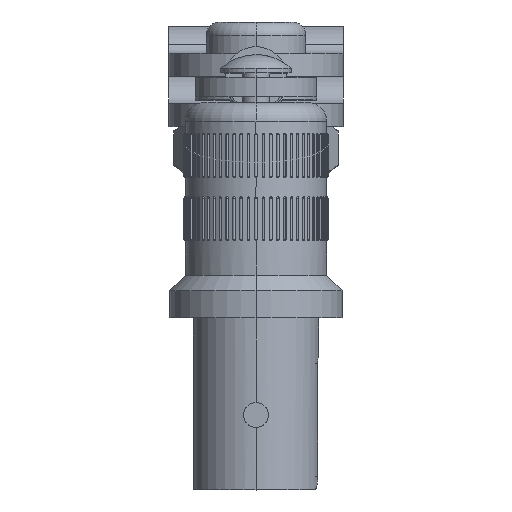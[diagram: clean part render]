
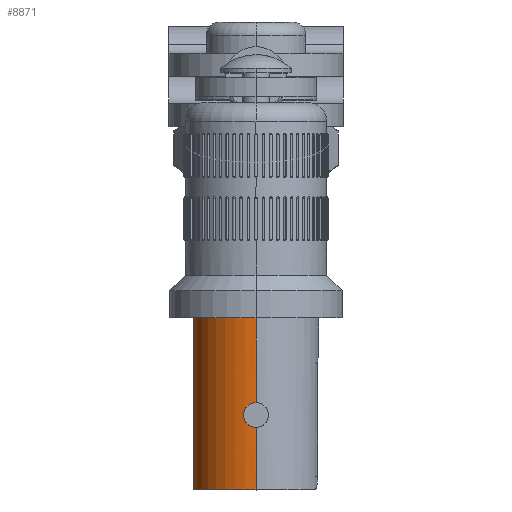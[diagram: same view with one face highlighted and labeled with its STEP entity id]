
A CAD part, top view. The second image highlights one B-rep face of the part: STEP entity #8871.
In plain terms, the highlighted cylindrical face has radius 3.48 mm (diameter 6.96 mm), a partial arc.
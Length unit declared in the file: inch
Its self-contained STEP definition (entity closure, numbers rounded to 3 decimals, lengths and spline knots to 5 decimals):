
#107 = CARTESIAN_POINT ( 'NONE',  ( -0.00706, -0.2685, -0.137 ) ) ;
#108 = CARTESIAN_POINT ( 'NONE',  ( 0., -0.2685, -0.137 ) ) ;
#125 = CARTESIAN_POINT ( 'NONE',  ( -0.01408, -0.26561, -0.13637 ) ) ;
#126 = CARTESIAN_POINT ( 'NONE',  ( -0.02161, -0.25808, -0.13531 ) ) ;
#127 = CARTESIAN_POINT ( 'NONE',  ( -0.02359, -0.2551, -0.13496 ) ) ;
#128 = CARTESIAN_POINT ( 'NONE',  ( -0.02629, -0.24858, -0.13446 ) ) ;
#129 = CARTESIAN_POINT ( 'NONE',  ( -0.027, -0.24503, -0.13431 ) ) ;
#130 = CARTESIAN_POINT ( 'NONE',  ( -0.027, -0.2415, -0.13431 ) ) ;
#236 = CARTESIAN_POINT ( 'NONE',  ( -0.027, -0.24863, 0.13431 ) ) ;
#286 = CARTESIAN_POINT ( 'NONE',  ( -0.027, -0.2415, 0.13431 ) ) ;
#288 = CARTESIAN_POINT ( 'NONE',  ( -0.02406, -0.25562, 0.13496 ) ) ;
#289 = CARTESIAN_POINT ( 'NONE',  ( -0.01414, -0.26555, 0.13636 ) ) ;
#290 = CARTESIAN_POINT ( 'NONE',  ( -0.00715, -0.2685, 0.137 ) ) ;
#291 = CARTESIAN_POINT ( 'NONE',  ( 0., -0.2685, 0.137 ) ) ;
#310 = CARTESIAN_POINT ( 'NONE',  ( 0., -0.4045, 0. ) ) ;
#311 = DIRECTION ( 'NONE',  ( 0., -1., 0. ) ) ;
#312 = DIRECTION ( 'NONE',  ( 0., 0., -1. ) ) ;
#315 = CARTESIAN_POINT ( 'NONE',  ( 0., -0.0295, 0. ) ) ;
#316 = DIRECTION ( 'NONE',  ( 0., -1., 0. ) ) ;
#317 = DIRECTION ( 'NONE',  ( 0., 0., 1. ) ) ;
#1308 = CARTESIAN_POINT ( 'NONE',  ( 0., -0.4045, 0.137 ) ) ;
#1309 = DIRECTION ( 'NONE',  ( 0., 1., 0. ) ) ;
#1359 = CARTESIAN_POINT ( 'NONE',  ( 0., -0.4045, -0.137 ) ) ;
#1360 = DIRECTION ( 'NONE',  ( 0., 1., 0. ) ) ;
#1433 = CARTESIAN_POINT ( 'NONE',  ( 0., -0.4045, -0.137 ) ) ;
#1434 = DIRECTION ( 'NONE',  ( 0., 1., 0. ) ) ;
#2333 = EDGE_CURVE ( 'NONE', #6966, #6681, #29148, .T. ) ;
#2449 = EDGE_CURVE ( 'NONE', #6707, #6706, #29155, .T. ) ;
#3061 = LINE ( 'NONE', #1308, #3063 ) ;
#3063 = VECTOR ( 'NONE', #1309, 39.37008 ) ;
#3071 = LINE ( 'NONE', #1359, #3074 ) ;
#3074 = VECTOR ( 'NONE', #1360, 39.37008 ) ;
#3096 = LINE ( 'NONE', #1433, #3098 ) ;
#3098 = VECTOR ( 'NONE', #1434, 39.37008 ) ;
#4688 = AXIS2_PLACEMENT_3D ( 'NONE', #310, #311, #312 ) ;
#4690 = AXIS2_PLACEMENT_3D ( 'NONE', #315, #316, #317 ) ;
#5639 = ORIENTED_EDGE ( 'NONE', *, *, #13876, .T. ) ;
#5641 = ORIENTED_EDGE ( 'NONE', *, *, #32033, .F. ) ;
#5643 = ORIENTED_EDGE ( 'NONE', *, *, #2449, .F. ) ;
#5645 = ORIENTED_EDGE ( 'NONE', *, *, #13861, .F. ) ;
#5822 = ORIENTED_EDGE ( 'NONE', *, *, #8187, .T. ) ;
#5856 = ORIENTED_EDGE ( 'NONE', *, *, #2333, .F. ) ;
#5860 = ORIENTED_EDGE ( 'NONE', *, *, #32004, .T. ) ;
#5993 = ORIENTED_EDGE ( 'NONE', *, *, #13872, .F. ) ;
#6065 = ORIENTED_EDGE ( 'NONE', *, *, #13875, .F. ) ;
#6081 = ORIENTED_EDGE ( 'NONE', *, *, #32014, .F. ) ;
#6681 = VERTEX_POINT ( 'NONE', #22367 ) ;
#6706 = VERTEX_POINT ( 'NONE', #22352 ) ;
#6707 = VERTEX_POINT ( 'NONE', #22351 ) ;
#6741 = VERTEX_POINT ( 'NONE', #22330 ) ;
#6749 = VERTEX_POINT ( 'NONE', #22325 ) ;
#6751 = VERTEX_POINT ( 'NONE', #22324 ) ;
#6754 = VERTEX_POINT ( 'NONE', #22322 ) ;
#6756 = VERTEX_POINT ( 'NONE', #22321 ) ;
#6787 = VERTEX_POINT ( 'NONE', #22299 ) ;
#6966 = VERTEX_POINT ( 'NONE', #22132 ) ;
#8187 = EDGE_CURVE ( 'NONE', #6756, #6787, #15711, .T. ) ;
#8871 = ADVANCED_FACE ( 'NONE', ( #15806 ), #15811, .T. ) ;
#13861 = EDGE_CURVE ( 'NONE', #6751, #6707, #29499, .T. ) ;
#13872 = EDGE_CURVE ( 'NONE', #6681, #6787, #29523, .T. ) ;
#13875 = EDGE_CURVE ( 'NONE', #6756, #6741, #21036, .T. ) ;
#13876 = EDGE_CURVE ( 'NONE', #6754, #6749, #21042, .T. ) ;
#15711 = LINE ( 'NONE', #29137, #15715 ) ;
#15715 = VECTOR ( 'NONE', #28306, 39.37008 ) ;
#15806 = FACE_OUTER_BOUND ( 'NONE', #32946, .T. ) ;
#15811 = CYLINDRICAL_SURFACE ( 'NONE', #29931, 0.137 ) ;
#21036 = CIRCLE ( 'NONE', #4688, 0.137 ) ;
#21042 = CIRCLE ( 'NONE', #4690, 0.137 ) ;
#22132 = CARTESIAN_POINT ( 'NONE',  ( 0., -0.2145, 0.137 ) ) ;
#22299 = CARTESIAN_POINT ( 'NONE',  ( 0., -0.2685, 0.137 ) ) ;
#22321 = CARTESIAN_POINT ( 'NONE',  ( 0., -0.4045, 0.137 ) ) ;
#22322 = CARTESIAN_POINT ( 'NONE',  ( 0., -0.0295, 0.137 ) ) ;
#22324 = CARTESIAN_POINT ( 'NONE',  ( 0., -0.2685, -0.137 ) ) ;
#22325 = CARTESIAN_POINT ( 'NONE',  ( 0., -0.0295, -0.137 ) ) ;
#22330 = CARTESIAN_POINT ( 'NONE',  ( 0., -0.4045, -0.137 ) ) ;
#22351 = CARTESIAN_POINT ( 'NONE',  ( -0.027, -0.2415, -0.13431 ) ) ;
#22352 = CARTESIAN_POINT ( 'NONE',  ( 0., -0.2145, -0.137 ) ) ;
#22367 = CARTESIAN_POINT ( 'NONE',  ( -0.027, -0.2415, 0.13431 ) ) ;
#28306 = DIRECTION ( 'NONE',  ( 0., 1., 0. ) ) ;
#29011 = DIRECTION ( 'NONE',  ( 0., 1., 0. ) ) ;
#29012 = CARTESIAN_POINT ( 'NONE',  ( 0., -0.4045, 0. ) ) ;
#29013 = DIRECTION ( 'NONE',  ( 0., 0., 1. ) ) ;
#29137 = CARTESIAN_POINT ( 'NONE',  ( 0., -0.4045, 0.137 ) ) ;
#29148 = B_SPLINE_CURVE_WITH_KNOTS ( 'NONE', 3,
 ( #30907, #30891, #30755, #30752, #30735, #30669 ),
 .UNSPECIFIED., .F., .F.,
 ( 4, 2, 4 ),
 ( 0.00215, 0.00269, 0.00322 ),
 .UNSPECIFIED. ) ;
#29155 = B_SPLINE_CURVE_WITH_KNOTS ( 'NONE', 3,
 ( #30449, #30345, #38343, #38339, #38333, #38328 ),
 .UNSPECIFIED., .F., .F.,
 ( 4, 2, 4 ),
 ( 0.00215, 0.00269, 0.00322 ),
 .UNSPECIFIED. ) ;
#29499 = B_SPLINE_CURVE_WITH_KNOTS ( 'NONE', 3,
 ( #108, #107, #125, #126, #127, #128, #129, #130 ),
 .UNSPECIFIED., .F., .F.,
 ( 4, 2, 2, 4 ),
 ( 0.00107, 0.00161, 0.00188, 0.00215 ),
 .UNSPECIFIED. ) ;
#29523 = B_SPLINE_CURVE_WITH_KNOTS ( 'NONE', 3,
 ( #286, #236, #288, #289, #290, #291 ),
 .UNSPECIFIED., .F., .F.,
 ( 4, 2, 4 ),
 ( 0.00322, 0.00376, 0.0043 ),
 .UNSPECIFIED. ) ;
#29931 = AXIS2_PLACEMENT_3D ( 'NONE', #29012, #29011, #29013 ) ;
#30345 = CARTESIAN_POINT ( 'NONE',  ( -0.027, -0.23444, -0.13431 ) ) ;
#30449 = CARTESIAN_POINT ( 'NONE',  ( -0.027, -0.2415, -0.13431 ) ) ;
#30669 = CARTESIAN_POINT ( 'NONE',  ( -0.027, -0.2415, 0.13431 ) ) ;
#30735 = CARTESIAN_POINT ( 'NONE',  ( -0.027, -0.23437, 0.13431 ) ) ;
#30752 = CARTESIAN_POINT ( 'NONE',  ( -0.02407, -0.22738, 0.13496 ) ) ;
#30755 = CARTESIAN_POINT ( 'NONE',  ( -0.01411, -0.21742, 0.13636 ) ) ;
#30891 = CARTESIAN_POINT ( 'NONE',  ( -0.00706, -0.2145, 0.137 ) ) ;
#30907 = CARTESIAN_POINT ( 'NONE',  ( 0., -0.2145, 0.137 ) ) ;
#32004 = EDGE_CURVE ( 'NONE', #6966, #6754, #3061, .T. ) ;
#32014 = EDGE_CURVE ( 'NONE', #6741, #6751, #3071, .T. ) ;
#32033 = EDGE_CURVE ( 'NONE', #6706, #6749, #3096, .T. ) ;
#32946 = EDGE_LOOP ( 'NONE', ( #6081, #6065, #5822, #5993, #5856, #5860, #5639, #5641, #5643, #5645 ) ) ;
#38328 = CARTESIAN_POINT ( 'NONE',  ( 0., -0.2145, -0.137 ) ) ;
#38333 = CARTESIAN_POINT ( 'NONE',  ( -0.00713, -0.2145, -0.137 ) ) ;
#38339 = CARTESIAN_POINT ( 'NONE',  ( -0.01412, -0.21743, -0.13636 ) ) ;
#38343 = CARTESIAN_POINT ( 'NONE',  ( -0.02408, -0.2274, -0.13496 ) ) ;
